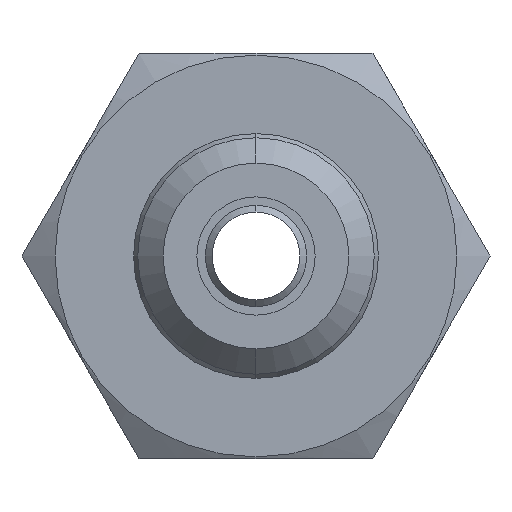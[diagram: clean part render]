
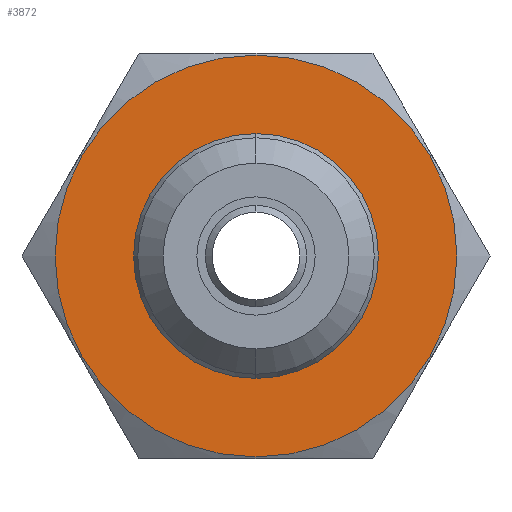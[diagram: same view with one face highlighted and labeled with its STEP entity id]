
A CAD part, front view. The second image highlights one B-rep face of the part: STEP entity #3872.
In plain terms, the highlighted planar face has unit normal (0, -1, 0).
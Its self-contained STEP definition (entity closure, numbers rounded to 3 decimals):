
#248 = DIRECTION ( 'NONE',  ( 0., -1., 0. ) ) ;
#721 = AXIS2_PLACEMENT_3D ( 'NONE', #4731, #3545, #1719 ) ;
#1132 = CIRCLE ( 'NONE', #7718, 11.9 ) ;
#1491 = FACE_BOUND ( 'NONE', #1749, .T. ) ;
#1719 = DIRECTION ( 'NONE',  ( 0., 0., 1. ) ) ;
#1749 = EDGE_LOOP ( 'NONE', ( #6060, #5082 ) ) ;
#1883 = CARTESIAN_POINT ( 'NONE',  ( 0., 0., -11.9 ) ) ;
#2227 = DIRECTION ( 'NONE',  ( 0., 0., -1. ) ) ;
#2659 = CARTESIAN_POINT ( 'NONE',  ( 0., 0., 0. ) ) ;
#3008 = VERTEX_POINT ( 'NONE', #11417 ) ;
#3303 = FACE_OUTER_BOUND ( 'NONE', #5829, .T. ) ;
#3466 = DIRECTION ( 'NONE',  ( 0., 0., 1. ) ) ;
#3545 = DIRECTION ( 'NONE',  ( 0., 1., 0. ) ) ;
#3872 = ADVANCED_FACE ( 'NONE', ( #1491, #3303 ), #5383, .T. ) ;
#3983 = EDGE_CURVE ( 'NONE', #11438, #3008, #6652, .T. ) ;
#4155 = DIRECTION ( 'NONE',  ( 0., 1., 0. ) ) ;
#4182 = EDGE_CURVE ( 'NONE', #4204, #7004, #1132, .T. ) ;
#4204 = VERTEX_POINT ( 'NONE', #4551 ) ;
#4551 = CARTESIAN_POINT ( 'NONE',  ( 0., 0., 11.9 ) ) ;
#4731 = CARTESIAN_POINT ( 'NONE',  ( 0., 0., 0. ) ) ;
#5082 = ORIENTED_EDGE ( 'NONE', *, *, #3983, .T. ) ;
#5170 = DIRECTION ( 'NONE',  ( 0., 0., 1. ) ) ;
#5383 = PLANE ( 'NONE',  #10478 ) ;
#5485 = DIRECTION ( 'NONE',  ( 0., 1., 0. ) ) ;
#5635 = CIRCLE ( 'NONE', #721, 7.25 ) ;
#5821 = AXIS2_PLACEMENT_3D ( 'NONE', #11257, #4155, #5170 ) ;
#5829 = EDGE_LOOP ( 'NONE', ( #8801, #10056 ) ) ;
#6060 = ORIENTED_EDGE ( 'NONE', *, *, #11492, .T. ) ;
#6064 = AXIS2_PLACEMENT_3D ( 'NONE', #2659, #5485, #3466 ) ;
#6652 = CIRCLE ( 'NONE', #5821, 7.25 ) ;
#7004 = VERTEX_POINT ( 'NONE', #1883 ) ;
#7718 = AXIS2_PLACEMENT_3D ( 'NONE', #10653, #12859, #10715 ) ;
#8801 = ORIENTED_EDGE ( 'NONE', *, *, #4182, .F. ) ;
#10056 = ORIENTED_EDGE ( 'NONE', *, *, #10953, .F. ) ;
#10478 = AXIS2_PLACEMENT_3D ( 'NONE', #12617, #248, #2227 ) ;
#10653 = CARTESIAN_POINT ( 'NONE',  ( 0., 0., 0. ) ) ;
#10715 = DIRECTION ( 'NONE',  ( 0., 0., 1. ) ) ;
#10953 = EDGE_CURVE ( 'NONE', #7004, #4204, #11784, .T. ) ;
#11257 = CARTESIAN_POINT ( 'NONE',  ( 0., 0., 0. ) ) ;
#11417 = CARTESIAN_POINT ( 'NONE',  ( 0., 0., 7.25 ) ) ;
#11438 = VERTEX_POINT ( 'NONE', #12721 ) ;
#11492 = EDGE_CURVE ( 'NONE', #3008, #11438, #5635, .T. ) ;
#11784 = CIRCLE ( 'NONE', #6064, 11.9 ) ;
#12617 = CARTESIAN_POINT ( 'NONE',  ( 11.9, 0., 0. ) ) ;
#12721 = CARTESIAN_POINT ( 'NONE',  ( 0., 0., -7.25 ) ) ;
#12859 = DIRECTION ( 'NONE',  ( 0., 1., 0. ) ) ;
